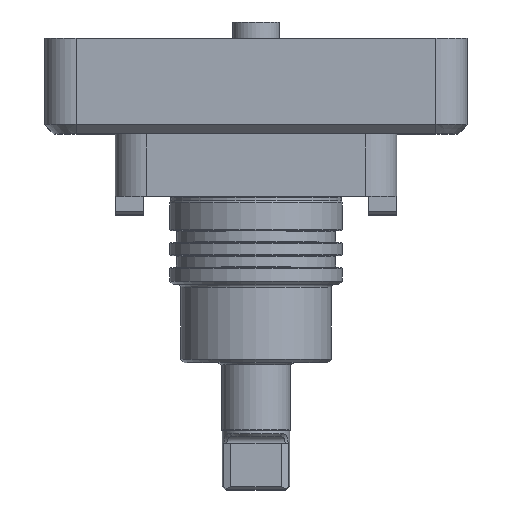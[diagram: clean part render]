
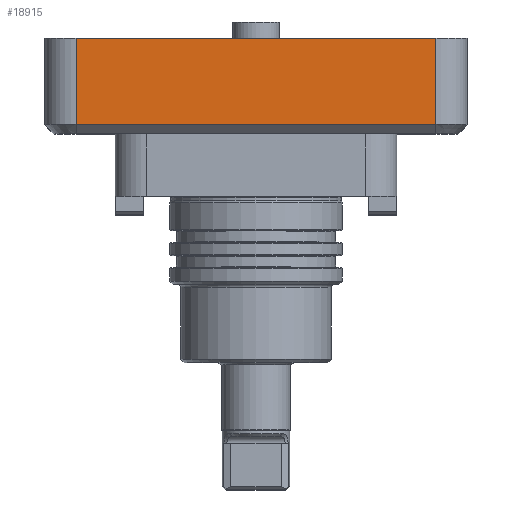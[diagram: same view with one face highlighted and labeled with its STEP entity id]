
A CAD part, top view. The second image highlights one B-rep face of the part: STEP entity #18915.
In plain terms, the highlighted planar face has unit normal (0, 0, 1).
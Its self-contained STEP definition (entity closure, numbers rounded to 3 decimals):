
#1863 = DIRECTION ( 'NONE',  ( -1., 0., 0. ) ) ;
#1963 = VECTOR ( 'NONE', #1863, 1000. ) ;
#3274 = VECTOR ( 'NONE', #7540, 1000. ) ;
#3489 = CARTESIAN_POINT ( 'NONE',  ( -110.801, -103.5, 45. ) ) ;
#3599 = CARTESIAN_POINT ( 'NONE',  ( 57.5, -27.5, 45. ) ) ;
#5263 = CARTESIAN_POINT ( 'NONE',  ( -57.5, -103.5, 45. ) ) ;
#5321 = ORIENTED_EDGE ( 'NONE', *, *, #7036, .T. ) ;
#5647 = LINE ( 'NONE', #18439, #3274 ) ;
#5785 = CARTESIAN_POINT ( 'NONE',  ( -110.801, 0., 45. ) ) ;
#6966 = VECTOR ( 'NONE', #23250, 1000. ) ;
#7036 = EDGE_CURVE ( 'NONE', #12632, #8544, #18092, .T. ) ;
#7125 = CARTESIAN_POINT ( 'NONE',  ( -57.5, 0., 45. ) ) ;
#7540 = DIRECTION ( 'NONE',  ( 0., 1., 0. ) ) ;
#8544 = VERTEX_POINT ( 'NONE', #7125 ) ;
#8913 = VERTEX_POINT ( 'NONE', #22890 ) ;
#10112 = EDGE_LOOP ( 'NONE', ( #17365, #5321, #17560, #11989 ) ) ;
#10643 = PLANE ( 'NONE',  #18726 ) ;
#11639 = EDGE_CURVE ( 'NONE', #8544, #14658, #21222, .T. ) ;
#11989 = ORIENTED_EDGE ( 'NONE', *, *, #12375, .T. ) ;
#12244 = CARTESIAN_POINT ( 'NONE',  ( 57.5, 0., 45. ) ) ;
#12326 = VECTOR ( 'NONE', #14281, 1000. ) ;
#12375 = EDGE_CURVE ( 'NONE', #14658, #8913, #19826, .T. ) ;
#12632 = VERTEX_POINT ( 'NONE', #12244 ) ;
#13213 = EDGE_CURVE ( 'NONE', #8913, #12632, #5647, .T. ) ;
#14281 = DIRECTION ( 'NONE',  ( 1., 0., 0. ) ) ;
#14298 = DIRECTION ( 'NONE',  ( 0., 0., -1. ) ) ;
#14658 = VERTEX_POINT ( 'NONE', #21513 ) ;
#17365 = ORIENTED_EDGE ( 'NONE', *, *, #13213, .T. ) ;
#17560 = ORIENTED_EDGE ( 'NONE', *, *, #11639, .T. ) ;
#18091 = DIRECTION ( 'NONE',  ( -1., 0., 0. ) ) ;
#18092 = LINE ( 'NONE', #5785, #1963 ) ;
#18439 = CARTESIAN_POINT ( 'NONE',  ( 57.5, -103.5, 45. ) ) ;
#18726 = AXIS2_PLACEMENT_3D ( 'NONE', #3489, #14298, #18091 ) ;
#18915 = ADVANCED_FACE ( 'Defeature completata1_28', ( #23266 ), #10643, .F. ) ;
#19826 = LINE ( 'NONE', #3599, #12326 ) ;
#21222 = LINE ( 'NONE', #5263, #6966 ) ;
#21513 = CARTESIAN_POINT ( 'NONE',  ( -57.5, -27.5, 45. ) ) ;
#22890 = CARTESIAN_POINT ( 'NONE',  ( 57.5, -27.5, 45. ) ) ;
#23250 = DIRECTION ( 'NONE',  ( 0., -1., 0. ) ) ;
#23266 = FACE_OUTER_BOUND ( 'NONE', #10112, .T. ) ;
